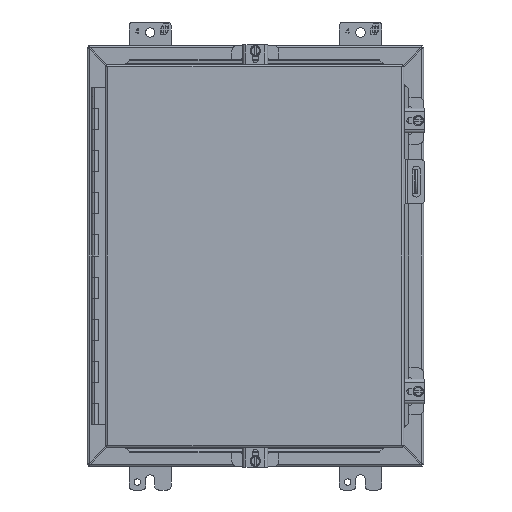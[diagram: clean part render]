
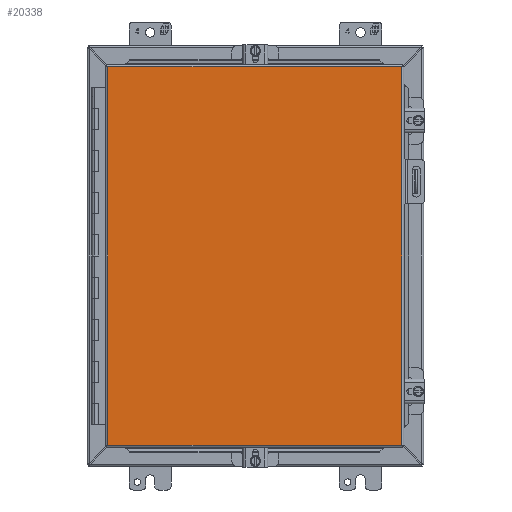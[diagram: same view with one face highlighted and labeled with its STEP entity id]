
A CAD part, front view. The second image highlights one B-rep face of the part: STEP entity #20338.
In plain terms, the highlighted planar face has unit normal (0, -1, 0).
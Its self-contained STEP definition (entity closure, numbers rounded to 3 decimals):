
#1366 = DIRECTION ( 'NONE',  ( 0., -1., 0. ) ) ;
#1632 = EDGE_CURVE ( 'NONE', #11446, #3779, #28401, .T. ) ;
#2086 = PLANE ( 'NONE',  #11715 ) ;
#2356 = DIRECTION ( 'NONE',  ( -1., 0., 0. ) ) ;
#2665 = ORIENTED_EDGE ( 'NONE', *, *, #1632, .F. ) ;
#3779 = VERTEX_POINT ( 'NONE', #39985 ) ;
#5263 = DIRECTION ( 'NONE',  ( 0., 0., 1. ) ) ;
#6014 = LINE ( 'NONE', #35699, #47150 ) ;
#6510 = DIRECTION ( 'NONE',  ( 1., 0., 0. ) ) ;
#7038 = CARTESIAN_POINT ( 'NONE',  ( 6.955, -7.21, -8.995 ) ) ;
#10859 = EDGE_CURVE ( 'NONE', #3779, #19828, #26091, .T. ) ;
#11446 = VERTEX_POINT ( 'NONE', #46671 ) ;
#11715 = AXIS2_PLACEMENT_3D ( 'NONE', #42732, #1366, #23997 ) ;
#17063 = ORIENTED_EDGE ( 'NONE', *, *, #10859, .F. ) ;
#17698 = ORIENTED_EDGE ( 'NONE', *, *, #20443, .F. ) ;
#19828 = VERTEX_POINT ( 'NONE', #7038 ) ;
#20338 = ADVANCED_FACE ( 'NONE', ( #46152 ), #2086, .T. ) ;
#20443 = EDGE_CURVE ( 'NONE', #35415, #11446, #46616, .T. ) ;
#21524 = EDGE_LOOP ( 'NONE', ( #17063, #2665, #17698, #31309 ) ) ;
#22580 = VECTOR ( 'NONE', #5263, 39.37 ) ;
#23767 = CARTESIAN_POINT ( 'NONE',  ( -7.017, -7.21, -8.995 ) ) ;
#23997 = DIRECTION ( 'NONE',  ( 0., 0., -1. ) ) ;
#26091 = LINE ( 'NONE', #37042, #33523 ) ;
#26319 = DIRECTION ( 'NONE',  ( 0., 0., -1. ) ) ;
#28401 = LINE ( 'NONE', #47139, #29121 ) ;
#29121 = VECTOR ( 'NONE', #6510, 39.37 ) ;
#31309 = ORIENTED_EDGE ( 'NONE', *, *, #45776, .F. ) ;
#33490 = CARTESIAN_POINT ( 'NONE',  ( -7.017, -7.21, -8.995 ) ) ;
#33523 = VECTOR ( 'NONE', #26319, 39.37 ) ;
#35415 = VERTEX_POINT ( 'NONE', #33490 ) ;
#35699 = CARTESIAN_POINT ( 'NONE',  ( 6.955, -7.21, -8.995 ) ) ;
#37042 = CARTESIAN_POINT ( 'NONE',  ( 6.955, -7.21, 8.994 ) ) ;
#39985 = CARTESIAN_POINT ( 'NONE',  ( 6.955, -7.21, 8.994 ) ) ;
#42732 = CARTESIAN_POINT ( 'NONE',  ( -7.017, -7.21, -8.995 ) ) ;
#45776 = EDGE_CURVE ( 'NONE', #19828, #35415, #6014, .T. ) ;
#46152 = FACE_OUTER_BOUND ( 'NONE', #21524, .T. ) ;
#46616 = LINE ( 'NONE', #23767, #22580 ) ;
#46671 = CARTESIAN_POINT ( 'NONE',  ( -7.017, -7.21, 8.995 ) ) ;
#47139 = CARTESIAN_POINT ( 'NONE',  ( -7.017, -7.21, 8.994 ) ) ;
#47150 = VECTOR ( 'NONE', #2356, 39.37 ) ;
